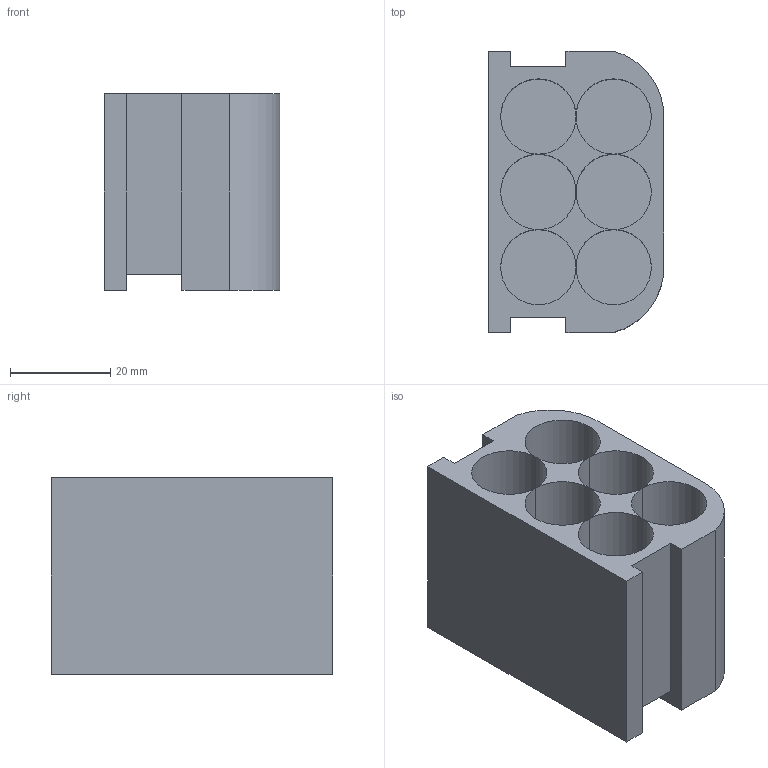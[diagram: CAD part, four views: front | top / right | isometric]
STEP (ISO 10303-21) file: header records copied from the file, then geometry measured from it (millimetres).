
FILE_DESCRIPTION(/* description */ (''),/* implementation_level */ '2;1');
FILE_NAME(/* name */ 'bottom weight batteries.step',/* time_stamp */ '2024-02-03T22:50:41+01:00',/* author */ (''),/* organization */ (''),/* preprocessor_version */ 'ST-DEVELOPER v20',/* originating_system */ 'Autodesk Translation Framework v12.20.1.177',/* authorisation */ '');
FILE_SCHEMA (('AUTOMOTIVE_DESIGN { 1 0 10303 214 3 1 1 }'));
Length unit declared in the file: millimetre
Products named in the file (2): dessous_piles; dessous_piles_V2
Assembly tree (1 placements, depth 2):
  dessous_piles
    dessous_piles_V2
Bounding box: 35 x 56 x 39.2 mm (x, y, z)
Volume: 32724.2 mm3; surface area: 20982.8 mm2
Topology: 1 solids, 1 shells, 38 faces, 84 edges, 42 vertices
Faces by surface type: plane 22, cylinder 16
Entity records: 1071 total; most frequent: DIRECTION 198, ORIENTED_EDGE 168, CARTESIAN_POINT 167, EDGE_CURVE 84, AXIS2_PLACEMENT_3D 73, LINE 52, VECTOR 52, VERTEX_POINT 42
